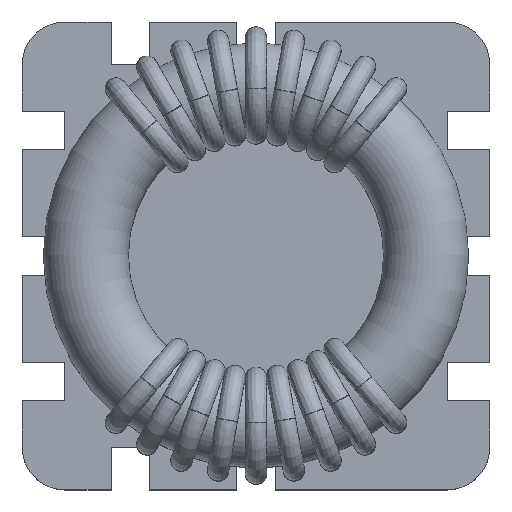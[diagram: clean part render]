
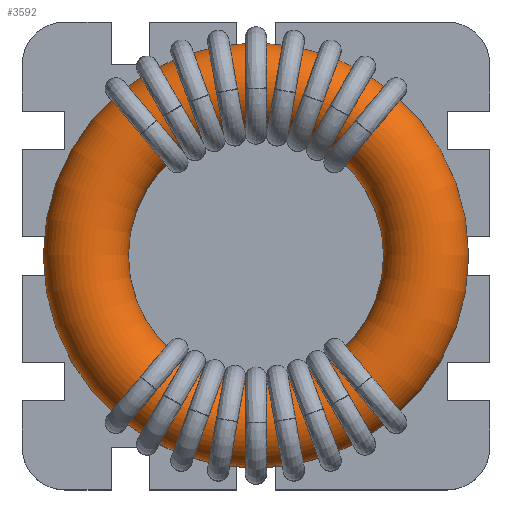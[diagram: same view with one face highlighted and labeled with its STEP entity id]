
A CAD part, top view. The second image highlights one B-rep face of the part: STEP entity #3592.
In plain terms, the highlighted toroidal (fillet/blend) face has major radius 4 mm and minor radius 1 mm.
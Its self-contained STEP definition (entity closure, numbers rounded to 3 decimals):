
#980=TOROIDAL_SURFACE($,#3909,4.,1.);
#984=FACE_BOUND($,#1260,.T.);
#992=FACE_OUTER_BOUND($,#1259,.T.);
#1259=EDGE_LOOP($,(#2445));
#1260=EDGE_LOOP($,(#2446));
#1525=CIRCLE($,#3903,3.);
#1528=CIRCLE($,#3908,5.);
#1545=VERTEX_POINT($,#4408);
#1548=VERTEX_POINT($,#4416);
#1869=EDGE_CURVE($,#1545,#1545,#1525,.T.);
#1872=EDGE_CURVE($,#1548,#1548,#1528,.T.);
#2445=ORIENTED_EDGE($,*,*,#1869,.T.);
#2446=ORIENTED_EDGE($,*,*,#1872,.T.);
#3592=ADVANCED_FACE($,(#992,#984),#980,.T.);
#3903=AXIS2_PLACEMENT_3D($,#4409,#4028,#4029);
#3908=AXIS2_PLACEMENT_3D($,#4417,#4038,#4039);
#3909=AXIS2_PLACEMENT_3D($,#4418,#4040,#4041);
#4028=DIRECTION('center_axis',(0.,0.,-1.));
#4029=DIRECTION('ref_axis',(-1.,0.,0.));
#4038=DIRECTION('center_axis',(0.,0.,1.));
#4039=DIRECTION('ref_axis',(-1.,0.,0.));
#4040=DIRECTION('center_axis',(0.,0.,1.));
#4041=DIRECTION('ref_axis',(1.,0.,0.));
#4408=CARTESIAN_POINT('',(3.,0.,8.55));
#4409=CARTESIAN_POINT('Origin',(0.,0.,8.55));
#4416=CARTESIAN_POINT('',(5.,0.,8.55));
#4417=CARTESIAN_POINT('Origin',(0.,0.,8.55));
#4418=CARTESIAN_POINT('Origin',(0.,0.,8.55));
